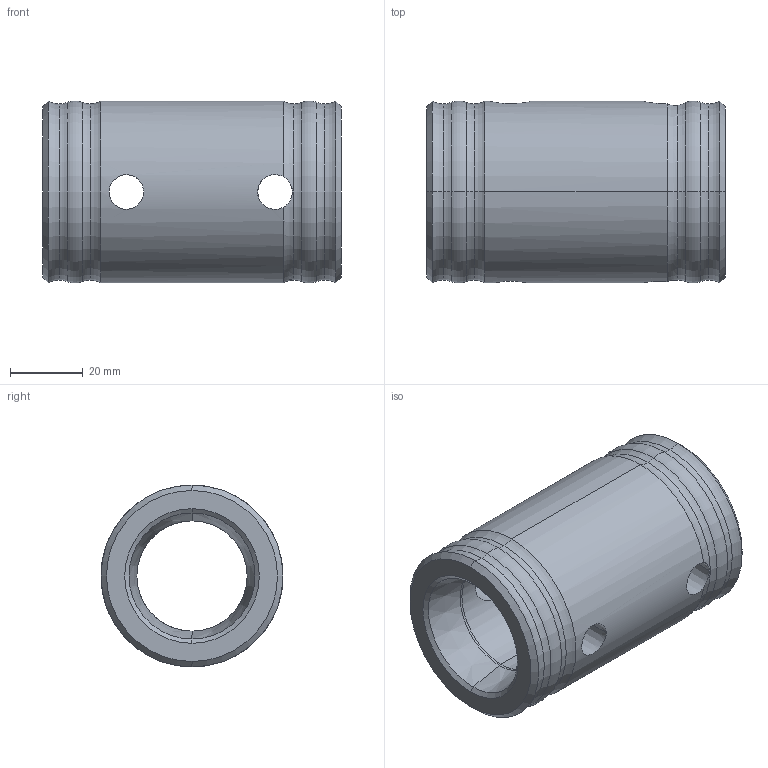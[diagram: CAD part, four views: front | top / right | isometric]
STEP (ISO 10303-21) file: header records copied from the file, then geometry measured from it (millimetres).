
FILE_DESCRIPTION(/* description */ (''),/* implementation_level */ '2;1');
FILE_NAME(/* name */ 'SPACER 82 v3.step',/* time_stamp */ '2024-01-17T18:14:52-08:00',/* author */ (''),/* organization */ (''),/* preprocessor_version */ 'ST-DEVELOPER v20',/* originating_system */ 'Autodesk Translation Framework v12.14.0.127',/* authorisation */ '');
FILE_SCHEMA (('AUTOMOTIVE_DESIGN { 1 0 10303 214 3 1 1 }'));
Length unit declared in the file: millimetre
Products named in the file (2): SPACER 82; SPACER 82SLDPRT
Assembly tree (1 placements, depth 2):
  SPACER 82
    SPACER 82SLDPRT
Bounding box: 82 x 50 x 50 mm (x, y, z)
Volume: 93008.7 mm3; surface area: 23192.7 mm2
Topology: 1 solids, 1 shells, 51 faces, 120 edges, 68 vertices
Faces by surface type: torus 25, cone 20, cylinder 4, plane 2
Entity records: 2098 total; most frequent: CARTESIAN_POINT 857, DIRECTION 276, ORIENTED_EDGE 240, AXIS2_PLACEMENT_3D 126, EDGE_CURVE 120, CIRCLE 72, VERTEX_POINT 68, EDGE_LOOP 58
